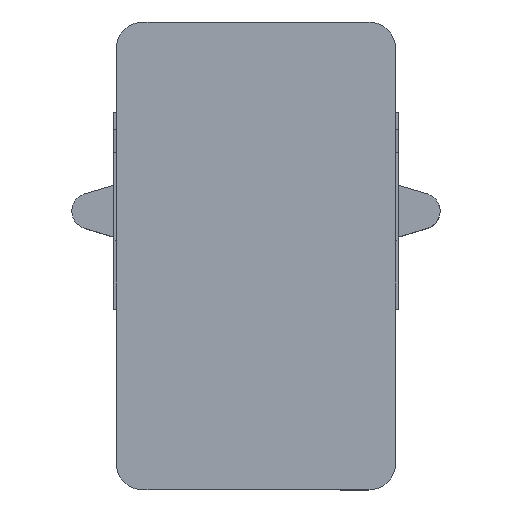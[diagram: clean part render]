
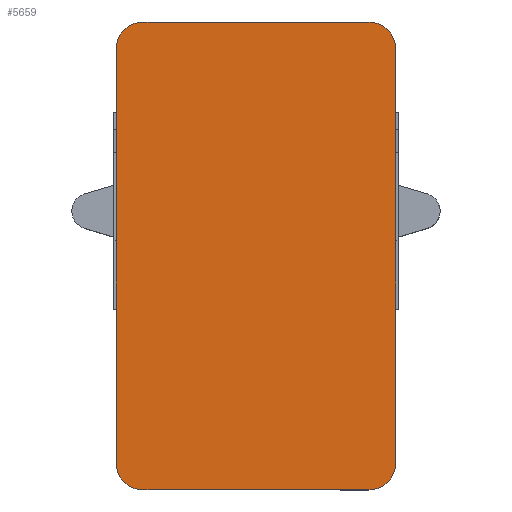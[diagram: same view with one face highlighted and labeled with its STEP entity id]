
A CAD part, top view. The second image highlights one B-rep face of the part: STEP entity #5659.
In plain terms, the highlighted planar face has unit normal (0, 0, 1).
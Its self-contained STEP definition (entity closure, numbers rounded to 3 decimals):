
#202=CIRCLE('',#6102,1.);
#203=CIRCLE('',#6103,1.);
#204=CIRCLE('',#6104,1.);
#205=CIRCLE('',#6105,1.);
#1584=ORIENTED_EDGE('',*,*,#2483,.F.);
#1585=ORIENTED_EDGE('',*,*,#2485,.T.);
#1586=ORIENTED_EDGE('',*,*,#2486,.T.);
#1587=ORIENTED_EDGE('',*,*,#2487,.T.);
#1588=ORIENTED_EDGE('',*,*,#2488,.T.);
#1589=ORIENTED_EDGE('',*,*,#2489,.T.);
#1590=ORIENTED_EDGE('',*,*,#2490,.F.);
#1591=ORIENTED_EDGE('',*,*,#2491,.T.);
#2483=EDGE_CURVE('',#3043,#3044,#3709,.T.);
#2485=EDGE_CURVE('',#3043,#3045,#202,.T.);
#2486=EDGE_CURVE('',#3045,#3046,#3711,.T.);
#2487=EDGE_CURVE('',#3046,#3047,#203,.T.);
#2488=EDGE_CURVE('',#3047,#3048,#3712,.T.);
#2489=EDGE_CURVE('',#3048,#3049,#204,.T.);
#2490=EDGE_CURVE('',#3050,#3049,#3713,.T.);
#2491=EDGE_CURVE('',#3050,#3044,#205,.T.);
#3043=VERTEX_POINT('',#9182);
#3044=VERTEX_POINT('',#9184);
#3045=VERTEX_POINT('',#9188);
#3046=VERTEX_POINT('',#9190);
#3047=VERTEX_POINT('',#9192);
#3048=VERTEX_POINT('',#9194);
#3049=VERTEX_POINT('',#9196);
#3050=VERTEX_POINT('',#9198);
#3709=LINE('',#9183,#4406);
#3711=LINE('',#9189,#4408);
#3712=LINE('',#9193,#4409);
#3713=LINE('',#9197,#4410);
#4406=VECTOR('',#7447,1000.);
#4408=VECTOR('',#7453,1000.);
#4409=VECTOR('',#7456,1000.);
#4410=VECTOR('',#7459,1000.);
#4783=EDGE_LOOP('',(#1584,#1585,#1586,#1587,#1588,#1589,#1590,#1591));
#5120=FACE_BOUND('',#4783,.T.);
#5370=PLANE('',#6101);
#5659=ADVANCED_FACE('',(#5120),#5370,.T.);
#6101=AXIS2_PLACEMENT_3D('',#9186,#7449,#7450);
#6102=AXIS2_PLACEMENT_3D('',#9187,#7451,#7452);
#6103=AXIS2_PLACEMENT_3D('',#9191,#7454,#7455);
#6104=AXIS2_PLACEMENT_3D('',#9195,#7457,#7458);
#6105=AXIS2_PLACEMENT_3D('',#9199,#7460,#7461);
#7447=DIRECTION('',(-1.,0.,0.));
#7449=DIRECTION('',(0.,0.,1.));
#7450=DIRECTION('',(1.,0.,0.));
#7451=DIRECTION('',(0.,0.,1.));
#7452=DIRECTION('',(1.,0.,0.));
#7453=DIRECTION('',(0.,1.,0.));
#7454=DIRECTION('',(0.,0.,1.));
#7455=DIRECTION('',(1.,0.,0.));
#7456=DIRECTION('',(-1.,0.,0.));
#7457=DIRECTION('',(0.,0.,1.));
#7458=DIRECTION('',(1.,0.,0.));
#7459=DIRECTION('',(0.,1.,0.));
#7460=DIRECTION('',(0.,0.,1.));
#7461=DIRECTION('',(1.,0.,0.));
#9182=CARTESIAN_POINT('',(9.5,-7.1,4.993));
#9183=CARTESIAN_POINT('',(10.5,-7.1,4.993));
#9184=CARTESIAN_POINT('',(1.,-7.1,4.993));
#9186=CARTESIAN_POINT('',(10.5,-7.1,4.993));
#9187=CARTESIAN_POINT('',(9.5,-6.1,4.993));
#9188=CARTESIAN_POINT('',(10.5,-6.1,4.993));
#9189=CARTESIAN_POINT('',(10.5,-7.1,4.993));
#9190=CARTESIAN_POINT('',(10.5,9.5,4.993));
#9191=CARTESIAN_POINT('',(9.5,9.5,4.993));
#9192=CARTESIAN_POINT('',(9.5,10.5,4.993));
#9193=CARTESIAN_POINT('',(10.5,10.5,4.993));
#9194=CARTESIAN_POINT('',(1.,10.5,4.993));
#9195=CARTESIAN_POINT('',(1.,9.5,4.993));
#9196=CARTESIAN_POINT('',(0.,9.5,4.993));
#9197=CARTESIAN_POINT('',(0.,-7.1,4.993));
#9198=CARTESIAN_POINT('',(0.,-6.1,4.993));
#9199=CARTESIAN_POINT('',(1.,-6.1,4.993));
